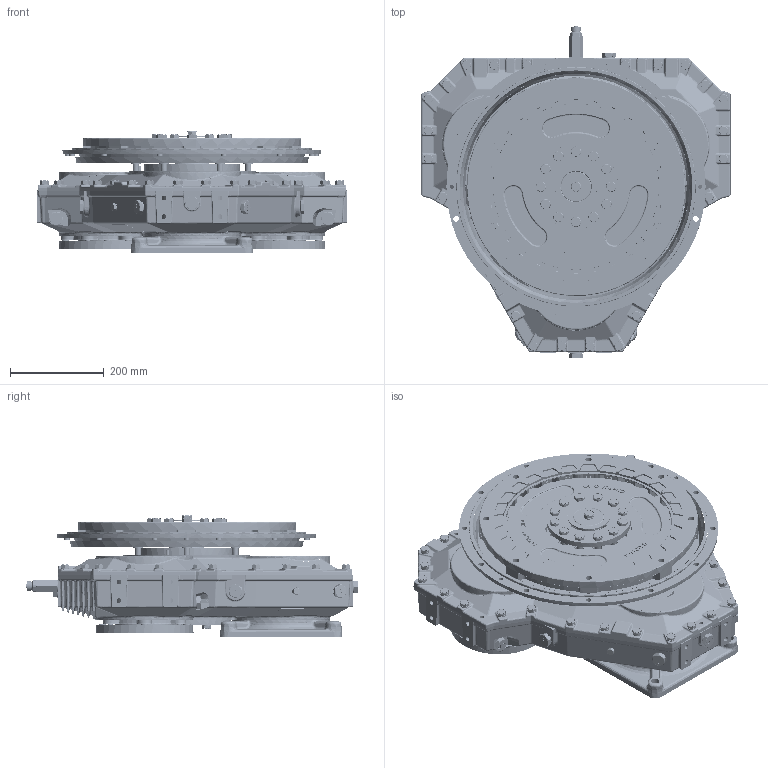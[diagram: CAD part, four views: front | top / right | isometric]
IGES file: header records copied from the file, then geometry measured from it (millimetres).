
Start section: SolidWorks IGES file using analytic representation for surfaces
Global section: file name: 1029025C.IGS; native system: SolidWorks 2015; preprocessor: SolidWorks 2015; author: rossop; date: 161028.131840; units: millimetre
Bounding box: 660 x 708.8 x 260 mm (x, y, z)
Surface area: 4184405.9 mm2 (no closed solid volume)
Topology: 0 solids, 0 shells, 10229 faces, 148523 edges, 147137 vertices
Faces by surface type: bspline 6829, revolution 3400
